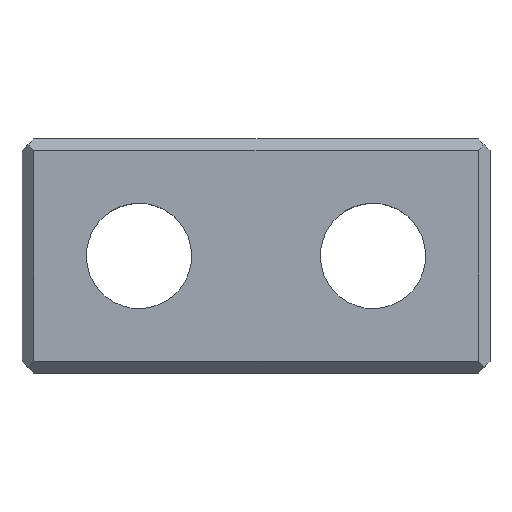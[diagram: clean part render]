
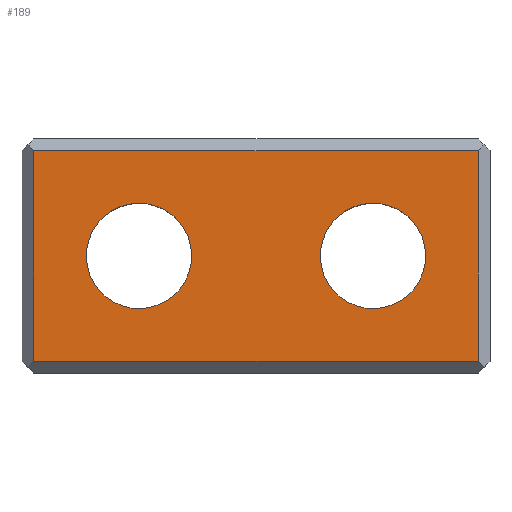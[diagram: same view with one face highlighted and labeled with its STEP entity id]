
A CAD part, top view. The second image highlights one B-rep face of the part: STEP entity #189.
In plain terms, the highlighted planar face has unit normal (0, 0, 1).
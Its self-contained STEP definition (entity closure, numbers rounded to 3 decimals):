
#94=CARTESIAN_POINT('Vertex',(-6.051,-2.157,0.)) ;
#108=CARTESIAN_POINT('Vertex',(-13.949,2.157,0.)) ;
#111=CARTESIAN_POINT('Axis2P3D Location',(-10.,0.,0.)) ;
#123=CARTESIAN_POINT('Axis2P3D Location',(0.,0.,0.)) ;
#128=CARTESIAN_POINT('Line Origine',(-19.,0.,0.)) ;
#132=CARTESIAN_POINT('Vertex',(-19.,9.,0.)) ;
#134=CARTESIAN_POINT('Vertex',(-19.,-9.,0.)) ;
#137=CARTESIAN_POINT('Line Origine',(0.,-9.,0.)) ;
#141=CARTESIAN_POINT('Vertex',(19.,-9.,0.)) ;
#144=CARTESIAN_POINT('Line Origine',(19.,0.,0.)) ;
#148=CARTESIAN_POINT('Vertex',(19.,9.,0.)) ;
#151=CARTESIAN_POINT('Line Origine',(0.,9.,0.)) ;
#162=CARTESIAN_POINT('Axis2P3D Location',(-10.,0.,0.)) ;
#171=CARTESIAN_POINT('Axis2P3D Location',(10.,0.,0.)) ;
#175=CARTESIAN_POINT('Vertex',(6.051,2.157,0.)) ;
#177=CARTESIAN_POINT('Vertex',(13.949,-2.157,0.)) ;
#180=CARTESIAN_POINT('Axis2P3D Location',(10.,0.,0.)) ;
#112=DIRECTION('Axis2P3D Direction',(0.,0.,-1.)) ;
#124=DIRECTION('Axis2P3D Direction',(0.,0.,1.)) ;
#125=DIRECTION('Axis2P3D XDirection',(1.,0.,0.)) ;
#129=DIRECTION('Vector Direction',(0.,1.,0.)) ;
#138=DIRECTION('Vector Direction',(1.,0.,0.)) ;
#145=DIRECTION('Vector Direction',(0.,-1.,0.)) ;
#152=DIRECTION('Vector Direction',(-1.,0.,0.)) ;
#163=DIRECTION('Axis2P3D Direction',(0.,0.,1.)) ;
#172=DIRECTION('Axis2P3D Direction',(0.,0.,1.)) ;
#181=DIRECTION('Axis2P3D Direction',(0.,0.,1.)) ;
#113=AXIS2_PLACEMENT_3D('Circle Axis2P3D',#111,#112,$) ;
#126=AXIS2_PLACEMENT_3D('Plane Axis2P3D',#123,#124,#125) ;
#164=AXIS2_PLACEMENT_3D('Circle Axis2P3D',#162,#163,$) ;
#173=AXIS2_PLACEMENT_3D('Circle Axis2P3D',#171,#172,$) ;
#182=AXIS2_PLACEMENT_3D('Circle Axis2P3D',#180,#181,$) ;
#157=ORIENTED_EDGE('',*,*,#136,.T.) ;
#158=ORIENTED_EDGE('',*,*,#143,.T.) ;
#159=ORIENTED_EDGE('',*,*,#150,.T.) ;
#160=ORIENTED_EDGE('',*,*,#155,.T.) ;
#168=ORIENTED_EDGE('',*,*,#166,.F.) ;
#169=ORIENTED_EDGE('',*,*,#115,.F.) ;
#186=ORIENTED_EDGE('',*,*,#179,.F.) ;
#187=ORIENTED_EDGE('',*,*,#184,.F.) ;
#170=FACE_BOUND('',#167,.T.) ;
#188=FACE_BOUND('',#185,.T.) ;
#130=VECTOR('Line Direction',#129,1.) ;
#139=VECTOR('Line Direction',#138,1.) ;
#146=VECTOR('Line Direction',#145,1.) ;
#153=VECTOR('Line Direction',#152,1.) ;
#189=ADVANCED_FACE('PartBody',(#161,#170,#188),#127,.T.) ;
#114=CIRCLE('generated circle',#113,4.5) ;
#165=CIRCLE('generated circle',#164,4.5) ;
#174=CIRCLE('generated circle',#173,4.5) ;
#183=CIRCLE('generated circle',#182,4.5) ;
#115=EDGE_CURVE('',#109,#95,#114,.F.) ;
#136=EDGE_CURVE('',#133,#135,#131,.F.) ;
#143=EDGE_CURVE('',#135,#142,#140,.T.) ;
#150=EDGE_CURVE('',#142,#149,#147,.F.) ;
#155=EDGE_CURVE('',#149,#133,#154,.T.) ;
#166=EDGE_CURVE('',#95,#109,#165,.T.) ;
#179=EDGE_CURVE('',#176,#178,#174,.T.) ;
#184=EDGE_CURVE('',#178,#176,#183,.T.) ;
#156=EDGE_LOOP('',(#157,#158,#159,#160)) ;
#167=EDGE_LOOP('',(#168,#169)) ;
#185=EDGE_LOOP('',(#186,#187)) ;
#161=FACE_OUTER_BOUND('',#156,.T.) ;
#131=LINE('Line',#128,#130) ;
#140=LINE('Line',#137,#139) ;
#147=LINE('Line',#144,#146) ;
#154=LINE('Line',#151,#153) ;
#127=PLANE('Plane',#126) ;
#95=VERTEX_POINT('',#94) ;
#109=VERTEX_POINT('',#108) ;
#133=VERTEX_POINT('',#132) ;
#135=VERTEX_POINT('',#134) ;
#142=VERTEX_POINT('',#141) ;
#149=VERTEX_POINT('',#148) ;
#176=VERTEX_POINT('',#175) ;
#178=VERTEX_POINT('',#177) ;
